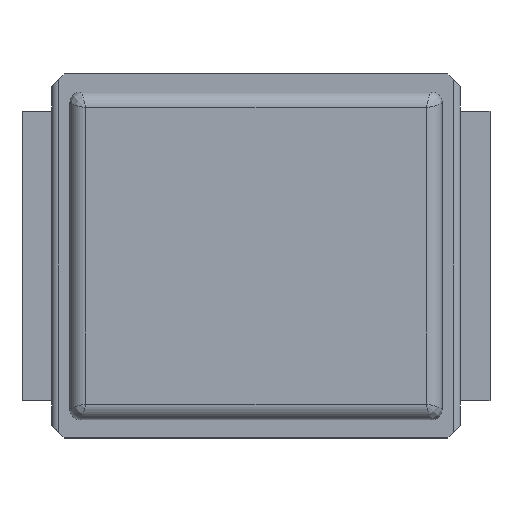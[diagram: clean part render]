
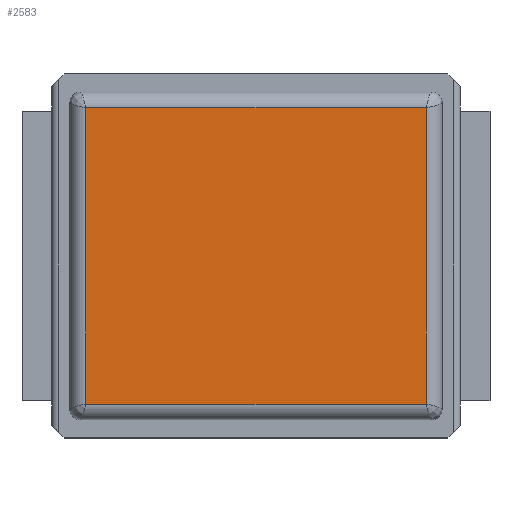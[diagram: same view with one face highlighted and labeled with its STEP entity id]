
A CAD part, top view. The second image highlights one B-rep face of the part: STEP entity #2583.
In plain terms, the highlighted planar face has unit normal (0, 0, 1).
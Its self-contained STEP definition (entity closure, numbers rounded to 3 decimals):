
#2178 = VERTEX_POINT('',#2179);
#2179 = CARTESIAN_POINT('',(2.294,1.994,0.65));
#2192 = VERTEX_POINT('',#2193);
#2193 = CARTESIAN_POINT('',(2.294,-1.994,0.65));
#2202 = EDGE_CURVE('',#2178,#2192,#2203,.T.);
#2203 = LINE('',#2204,#2205);
#2204 = CARTESIAN_POINT('',(2.294,2.068,0.65));
#2205 = VECTOR('',#2206,1.);
#2206 = DIRECTION('',(-0.,-1.,-0.));
#2288 = VERTEX_POINT('',#2289);
#2289 = CARTESIAN_POINT('',(-2.294,1.994,0.65));
#2300 = EDGE_CURVE('',#2288,#2178,#2301,.T.);
#2301 = LINE('',#2302,#2303);
#2302 = CARTESIAN_POINT('',(-2.368,1.994,0.65));
#2303 = VECTOR('',#2304,1.);
#2304 = DIRECTION('',(1.,0.,0.));
#2386 = VERTEX_POINT('',#2387);
#2387 = CARTESIAN_POINT('',(-2.294,-1.994,0.65));
#2400 = EDGE_CURVE('',#2386,#2288,#2401,.T.);
#2401 = LINE('',#2402,#2403);
#2402 = CARTESIAN_POINT('',(-2.294,-2.068,0.65));
#2403 = VECTOR('',#2404,1.);
#2404 = DIRECTION('',(0.,1.,0.));
#2498 = EDGE_CURVE('',#2192,#2386,#2499,.T.);
#2499 = LINE('',#2500,#2501);
#2500 = CARTESIAN_POINT('',(2.368,-1.994,0.65));
#2501 = VECTOR('',#2502,1.);
#2502 = DIRECTION('',(-1.,-0.,-0.));
#2583 = ADVANCED_FACE('',(#2584),#2590,.T.);
#2584 = FACE_BOUND('',#2585,.T.);
#2585 = EDGE_LOOP('',(#2586,#2587,#2588,#2589));
#2586 = ORIENTED_EDGE('',*,*,#2300,.F.);
#2587 = ORIENTED_EDGE('',*,*,#2400,.F.);
#2588 = ORIENTED_EDGE('',*,*,#2498,.F.);
#2589 = ORIENTED_EDGE('',*,*,#2202,.F.);
#2590 = PLANE('',#2591);
#2591 = AXIS2_PLACEMENT_3D('',#2592,#2593,#2594);
#2592 = CARTESIAN_POINT('',(-2.505,-2.205,0.65));
#2593 = DIRECTION('',(0.,0.,1.));
#2594 = DIRECTION('',(1.,0.,0.));
